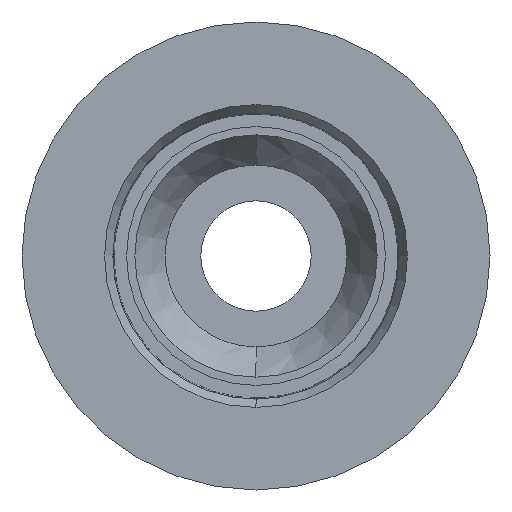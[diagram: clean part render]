
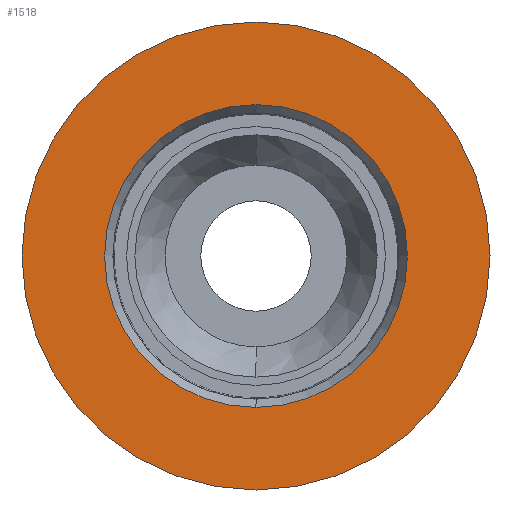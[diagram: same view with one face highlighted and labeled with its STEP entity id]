
A CAD part, left-side view. The second image highlights one B-rep face of the part: STEP entity #1518.
In plain terms, the highlighted planar face has unit normal (-1, 0, 0).
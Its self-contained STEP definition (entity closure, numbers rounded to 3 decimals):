
#7 = DIRECTION ( 'NONE',  ( 1., 0., 0. ) ) ;
#29 = AXIS2_PLACEMENT_3D ( 'NONE', #493, #1451, #968 ) ;
#32 = CIRCLE ( 'NONE', #659, 27.5 ) ;
#35 = CIRCLE ( 'NONE', #1096, 27.5 ) ;
#115 = CARTESIAN_POINT ( 'NONE',  ( 0., 0., -42.5 ) ) ;
#145 = CIRCLE ( 'NONE', #1404, 42.5 ) ;
#167 = EDGE_CURVE ( 'NONE', #1135, #913, #145, .T. ) ;
#337 = FACE_OUTER_BOUND ( 'NONE', #603, .T. ) ;
#343 = CARTESIAN_POINT ( 'NONE',  ( 0., 0., -27.5 ) ) ;
#345 = CARTESIAN_POINT ( 'NONE',  ( 0., 0., 42.5 ) ) ;
#361 = DIRECTION ( 'NONE',  ( 0., 0., -1. ) ) ;
#368 = CARTESIAN_POINT ( 'NONE',  ( 0., 0., 0. ) ) ;
#389 = ORIENTED_EDGE ( 'NONE', *, *, #1195, .F. ) ;
#468 = CARTESIAN_POINT ( 'NONE',  ( 0., 0., 0. ) ) ;
#471 = DIRECTION ( 'NONE',  ( 1., 0., 0. ) ) ;
#477 = DIRECTION ( 'NONE',  ( 0., 0., -1. ) ) ;
#493 = CARTESIAN_POINT ( 'NONE',  ( 0., 27.5, 0. ) ) ;
#587 = PLANE ( 'NONE',  #29 ) ;
#603 = EDGE_LOOP ( 'NONE', ( #650, #389 ) ) ;
#650 = ORIENTED_EDGE ( 'NONE', *, *, #167, .F. ) ;
#659 = AXIS2_PLACEMENT_3D ( 'NONE', #1063, #471, #961 ) ;
#692 = AXIS2_PLACEMENT_3D ( 'NONE', #1214, #722, #361 ) ;
#722 = DIRECTION ( 'NONE',  ( 1., 0., 0. ) ) ;
#791 = DIRECTION ( 'NONE',  ( 0., 0., -1. ) ) ;
#913 = VERTEX_POINT ( 'NONE', #345 ) ;
#929 = ORIENTED_EDGE ( 'NONE', *, *, #1316, .T. ) ;
#961 = DIRECTION ( 'NONE',  ( 0., 0., -1. ) ) ;
#968 = DIRECTION ( 'NONE',  ( 0., 0., 1. ) ) ;
#970 = EDGE_LOOP ( 'NONE', ( #1008, #929 ) ) ;
#1008 = ORIENTED_EDGE ( 'NONE', *, *, #1434, .T. ) ;
#1063 = CARTESIAN_POINT ( 'NONE',  ( 0., 0., 0. ) ) ;
#1070 = DIRECTION ( 'NONE',  ( 1., 0., 0. ) ) ;
#1096 = AXIS2_PLACEMENT_3D ( 'NONE', #368, #7, #477 ) ;
#1099 = VERTEX_POINT ( 'NONE', #1375 ) ;
#1135 = VERTEX_POINT ( 'NONE', #115 ) ;
#1159 = VERTEX_POINT ( 'NONE', #343 ) ;
#1164 = FACE_BOUND ( 'NONE', #970, .T. ) ;
#1195 = EDGE_CURVE ( 'NONE', #913, #1135, #1420, .T. ) ;
#1214 = CARTESIAN_POINT ( 'NONE',  ( 0., 0., 0. ) ) ;
#1316 = EDGE_CURVE ( 'NONE', #1159, #1099, #35, .T. ) ;
#1375 = CARTESIAN_POINT ( 'NONE',  ( 0., 0., 27.5 ) ) ;
#1404 = AXIS2_PLACEMENT_3D ( 'NONE', #468, #1070, #791 ) ;
#1420 = CIRCLE ( 'NONE', #692, 42.5 ) ;
#1434 = EDGE_CURVE ( 'NONE', #1099, #1159, #32, .T. ) ;
#1451 = DIRECTION ( 'NONE',  ( -1., 0., 0. ) ) ;
#1518 = ADVANCED_FACE ( 'NONE', ( #1164, #337 ), #587, .T. ) ;
